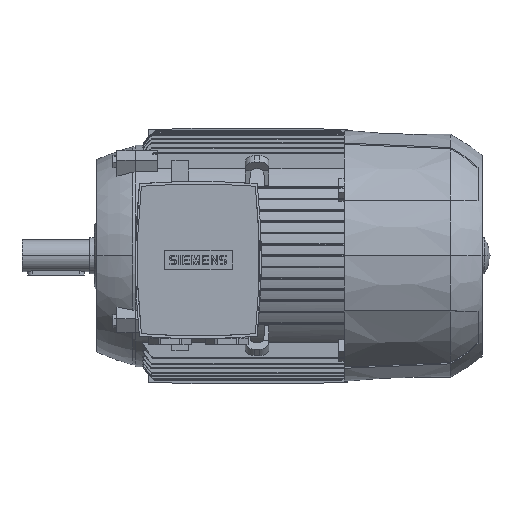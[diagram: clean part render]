
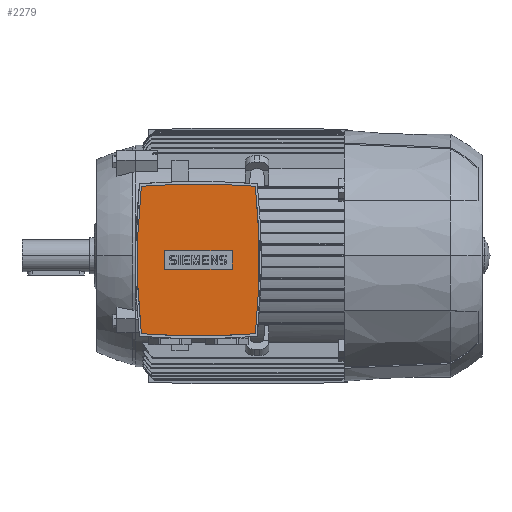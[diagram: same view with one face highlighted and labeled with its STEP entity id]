
A CAD part, top view. The second image highlights one B-rep face of the part: STEP entity #2279.
In plain terms, the highlighted planar face has unit normal (0, 0, 1).
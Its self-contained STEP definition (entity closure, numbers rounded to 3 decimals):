
#2279=ADVANCED_FACE('',(#4818,#4819),#4820,.T.);
#4818=FACE_BOUND('',#7614,.T.);
#4819=FACE_OUTER_BOUND('',#7615,.T.);
#4820=PLANE('',#7616);
#7614=EDGE_LOOP('',(#14707,#14708,#14709,#14710));
#7615=EDGE_LOOP('',(#14711,#14712,#14713,#14714,#14715,#14716));
#7616=AXIS2_PLACEMENT_3D('',#14717,#14718,#14719);
#14707=ORIENTED_EDGE('',*,*,#19858,.T.);
#14708=ORIENTED_EDGE('',*,*,#19862,.T.);
#14709=ORIENTED_EDGE('',*,*,#19865,.T.);
#14710=ORIENTED_EDGE('',*,*,#19867,.T.);
#14711=ORIENTED_EDGE('',*,*,#19943,.T.);
#14712=ORIENTED_EDGE('',*,*,#19945,.T.);
#14713=ORIENTED_EDGE('',*,*,#17390,.T.);
#14714=ORIENTED_EDGE('',*,*,#19937,.T.);
#14715=ORIENTED_EDGE('',*,*,#17401,.T.);
#14716=ORIENTED_EDGE('',*,*,#19934,.T.);
#14717=CARTESIAN_POINT('',(56.0,-4.0,177.0));
#14718=DIRECTION('',(0.0,0.0,1.0));
#14719=DIRECTION('',(0.0,-1.0,0.0));
#17390=EDGE_CURVE('',#21035,#21039,#21041,.T.);
#17401=EDGE_CURVE('',#21061,#21058,#21062,.T.);
#19858=EDGE_CURVE('',#24774,#24772,#24775,.T.);
#19862=EDGE_CURVE('',#24772,#24778,#24780,.T.);
#19865=EDGE_CURVE('',#24778,#24782,#24784,.T.);
#19867=EDGE_CURVE('',#24782,#24774,#24786,.T.);
#19934=EDGE_CURVE('',#21058,#24881,#24883,.T.);
#19937=EDGE_CURVE('',#21039,#21061,#24886,.T.);
#19943=EDGE_CURVE('',#24881,#24891,#24893,.T.);
#19945=EDGE_CURVE('',#24891,#21035,#24895,.T.);
#21035=VERTEX_POINT('',#27065);
#21039=VERTEX_POINT('',#27070);
#21041=CIRCLE('',#27073,692.16);
#21058=VERTEX_POINT('',#27115);
#21061=VERTEX_POINT('',#27119);
#21062=CIRCLE('',#27120,692.16);
#24772=VERTEX_POINT('',#37226);
#24774=VERTEX_POINT('',#37229);
#24775=LINE('',#37230,#37231);
#24778=VERTEX_POINT('',#37235);
#24780=LINE('',#37238,#37239);
#24782=VERTEX_POINT('',#37241);
#24784=LINE('',#37244,#37245);
#24786=LINE('',#37247,#37248);
#24881=VERTEX_POINT('',#37386);
#24883=CIRCLE('',#37389,692.16);
#24886=CIRCLE('',#37392,594.0);
#24891=VERTEX_POINT('',#37398);
#24893=CIRCLE('',#37401,594.0);
#24895=CIRCLE('',#37403,692.16);
#27065=CARTESIAN_POINT('',(56.,-71.0,177.0));
#27070=CARTESIAN_POINT('',(106.415,-69.162,177.0));
#27073=AXIS2_PLACEMENT_3D('',#39647,#39648,#39649);
#27115=CARTESIAN_POINT('',(56.,63.0,177.0));
#27119=CARTESIAN_POINT('',(106.415,61.162,177.0));
#27120=AXIS2_PLACEMENT_3D('',#39663,#39664,#39665);
#37226=CARTESIAN_POINT('',(26.0,-12.05,177.0));
#37229=CARTESIAN_POINT('',(86.0,-12.05,177.0));
#37230=CARTESIAN_POINT('',(56.0,-12.05,177.0));
#37231=VECTOR('',#42034,1.0);
#37235=CARTESIAN_POINT('',(26.0,4.05,177.0));
#37238=CARTESIAN_POINT('',(26.0,-4.0,177.0));
#37239=VECTOR('',#42037,1.0);
#37241=CARTESIAN_POINT('',(86.0,4.05,177.0));
#37244=CARTESIAN_POINT('',(56.0,4.05,177.0));
#37245=VECTOR('',#42039,1.0);
#37247=CARTESIAN_POINT('',(86.0,-4.0,177.0));
#37248=VECTOR('',#42040,1.0);
#37386=CARTESIAN_POINT('',(5.585,61.162,177.0));
#37389=AXIS2_PLACEMENT_3D('',#42139,#42140,#42141);
#37392=AXIS2_PLACEMENT_3D('',#42142,#42143,#42144);
#37398=CARTESIAN_POINT('',(5.585,-69.162,177.0));
#37401=AXIS2_PLACEMENT_3D('',#42147,#42148,#42149);
#37403=AXIS2_PLACEMENT_3D('',#42150,#42151,#42152);
#39647=CARTESIAN_POINT('',(56.0,621.16,177.0));
#39648=DIRECTION('',(0.0,-0.0,1.0));
#39649=DIRECTION('',(0.0,1.0,0.0));
#39663=CARTESIAN_POINT('',(56.0,-629.16,177.0));
#39664=DIRECTION('',(0.0,-0.0,1.0));
#39665=DIRECTION('',(0.0,1.0,0.0));
#42034=DIRECTION('',(-1.0,0.0,0.0));
#42037=DIRECTION('',(0.0,1.0,0.0));
#42039=DIRECTION('',(1.0,0.0,-0.0));
#42040=DIRECTION('',(0.0,-1.0,0.0));
#42139=CARTESIAN_POINT('',(56.0,-629.16,177.0));
#42140=DIRECTION('',(0.0,-0.0,1.0));
#42141=DIRECTION('',(0.0,1.0,0.0));
#42142=CARTESIAN_POINT('',(-484.0,-4.0,177.0));
#42143=DIRECTION('',(0.0,-0.0,1.0));
#42144=DIRECTION('',(0.0,1.0,0.0));
#42147=CARTESIAN_POINT('',(596.0,-4.0,177.0));
#42148=DIRECTION('',(0.0,-0.0,1.0));
#42149=DIRECTION('',(0.0,1.0,0.0));
#42150=CARTESIAN_POINT('',(56.0,621.16,177.0));
#42151=DIRECTION('',(0.0,-0.0,1.0));
#42152=DIRECTION('',(0.0,1.0,0.0));
